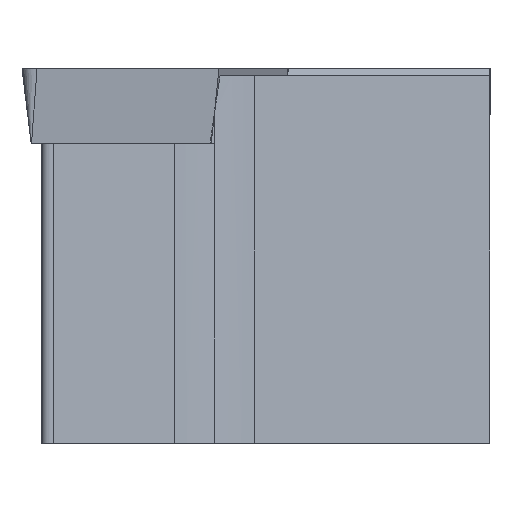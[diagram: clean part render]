
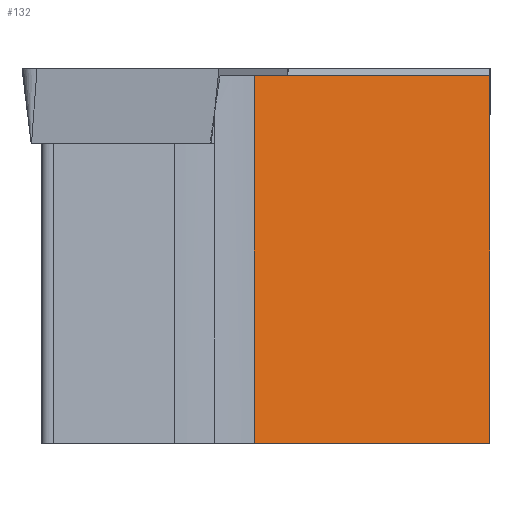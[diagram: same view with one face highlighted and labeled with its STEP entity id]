
A CAD part, left-side view. The second image highlights one B-rep face of the part: STEP entity #132.
In plain terms, the highlighted planar face has unit normal (-0.793, -0.609, 0).
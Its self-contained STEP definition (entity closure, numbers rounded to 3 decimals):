
#132=ADVANCED_FACE('',(#183),#155,.F.);
#155=PLANE('',#672);
#183=FACE_OUTER_BOUND('',#213,.T.);
#213=EDGE_LOOP('',(#432,#433,#434,#435));
#232=LINE('',#879,#287);
#243=LINE('',#901,#298);
#246=LINE('',#910,#301);
#262=LINE('',#959,#317);
#287=VECTOR('',#711,1.);
#298=VECTOR('',#730,1.);
#301=VECTOR('',#739,1.);
#317=VECTOR('',#795,1.);
#432=ORIENTED_EDGE('',*,*,#565,.F.);
#433=ORIENTED_EDGE('',*,*,#569,.F.);
#434=ORIENTED_EDGE('',*,*,#594,.T.);
#435=ORIENTED_EDGE('',*,*,#554,.F.);
#489=VERTEX_POINT('',#851);
#503=VERTEX_POINT('',#878);
#510=VERTEX_POINT('',#900);
#513=VERTEX_POINT('',#909);
#554=EDGE_CURVE('',#503,#489,#232,.T.);
#565=EDGE_CURVE('',#510,#503,#243,.T.);
#569=EDGE_CURVE('',#513,#510,#246,.T.);
#594=EDGE_CURVE('',#513,#489,#262,.T.);
#672=AXIS2_PLACEMENT_3D('',#962,#800,#801);
#711=DIRECTION('',(-0.609,0.793,0.));
#730=DIRECTION('',(0.,0.,-1.));
#739=DIRECTION('',(0.609,-0.793,0.));
#795=DIRECTION('',(0.,0.,-1.));
#800=DIRECTION('',(0.793,0.609,0.));
#801=DIRECTION('',(0.609,-0.793,0.));
#851=CARTESIAN_POINT('',(7.199,10.079,-16.));
#878=CARTESIAN_POINT('',(14.933,0.,-16.));
#879=CARTESIAN_POINT('',(7.199,10.079,-16.));
#900=CARTESIAN_POINT('',(14.933,0.,-0.3));
#901=CARTESIAN_POINT('',(14.933,0.,-40.));
#909=CARTESIAN_POINT('',(7.199,10.079,-0.3));
#910=CARTESIAN_POINT('',(7.199,10.079,-0.3));
#959=CARTESIAN_POINT('',(7.199,10.079,-40.));
#962=CARTESIAN_POINT('',(7.199,10.079,-40.));
